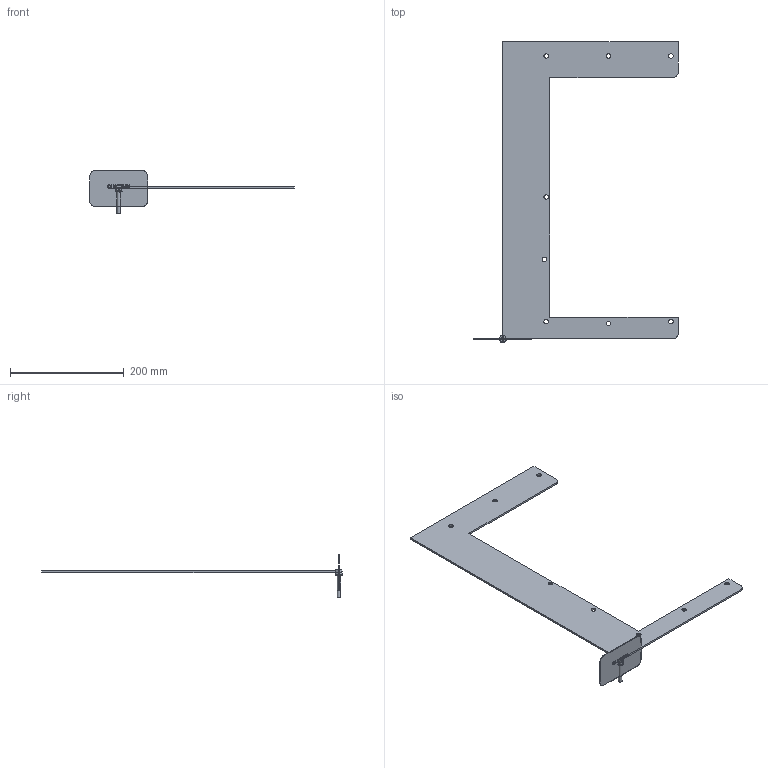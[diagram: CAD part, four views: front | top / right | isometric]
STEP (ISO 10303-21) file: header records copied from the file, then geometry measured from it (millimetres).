
FILE_DESCRIPTION (( 'STEP AP203' ), '1' );
FILE_NAME ('1487EL1SS.step', '2020-11-17T21:16:01', ( 'ADC123' ), ( 'Microsoft' ), 'SwSTEP 2.0', 'SolidWorks 2019', '' );
FILE_SCHEMA (( 'CONFIG_CONTROL_DESIGN' ));
Length unit declared in the file: inch
Products named in the file (1): 1487EL1SS
Bounding box: 358.77 x 528.64 x 75.45 mm (x, y, z)
Volume: 216361.2 mm3; surface area: 154298.2 mm2
Topology: 6 solids, 6 shells, 226 faces, 575 edges, 378 vertices
Faces by surface type: plane 144, cylinder 47, bspline 35
Full cylindrical faces by diameter (mm): 4.976 x1, 6.35 x2, 6.553 x1, 7.937 x3, 7.938 x5, 12.7 x2
Entity records: 8169 total; most frequent: CARTESIAN_POINT 2912, ORIENTED_EDGE 1120, DIRECTION 916, EDGE_CURVE 560, VECTOR 392, LINE 392, VERTEX_POINT 378, EDGE_LOOP 278
